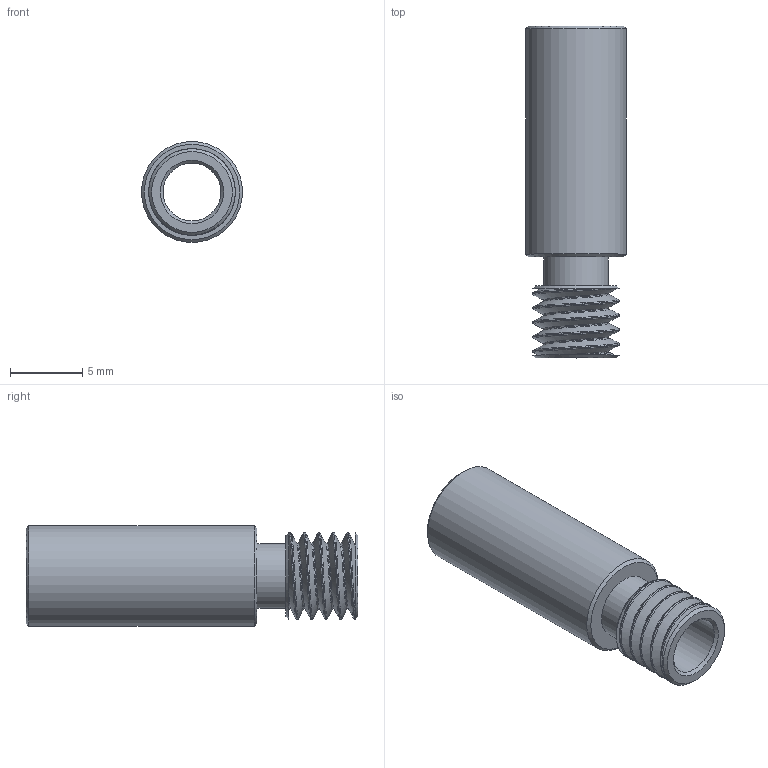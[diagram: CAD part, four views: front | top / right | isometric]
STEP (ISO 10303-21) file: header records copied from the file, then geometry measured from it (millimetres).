
FILE_DESCRIPTION(/* description */ (''),/* implementation_level */ '2;1');
FILE_NAME(/* name */ 'thermal barrier.stp',/* time_stamp */ '2020-11-19T20:30:13+03:00',/* author */ ('Max'),/* organization */ (''),/* preprocessor_version */ 'ST-DEVELOPER v16.5',/* originating_system */ 'Autodesk Inventor 2017',/* authorisation */ '');
FILE_SCHEMA (('AUTOMOTIVE_DESIGN { 1 0 10303 214 3 1 1 }'));
Length unit declared in the file: millimetre
Products named in the file (1): термобарьер
Bounding box: 7 x 23 x 7 mm (x, y, z)
Volume: 468.7 mm3; surface area: 1049.7 mm2
Topology: 2 solids, 2 shells, 25 faces, 49 edges, 32 vertices
Faces by surface type: plane 8, cylinder 6, bspline 6, cone 5
Full cylindrical faces by diameter (mm): 4 x1, 4.5 x1, 4.517 x2, 7 x1
Entity records: 2537 total; most frequent: CARTESIAN_POINT 2070, DIRECTION 78, ORIENTED_EDGE 76, EDGE_LOOP 43, AXIS2_PLACEMENT_3D 39, EDGE_CURVE 38, VERTEX_POINT 31, FACE_OUTER_BOUND 25
